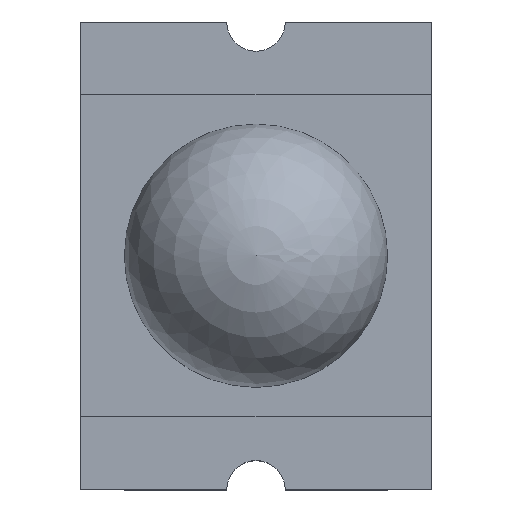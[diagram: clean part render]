
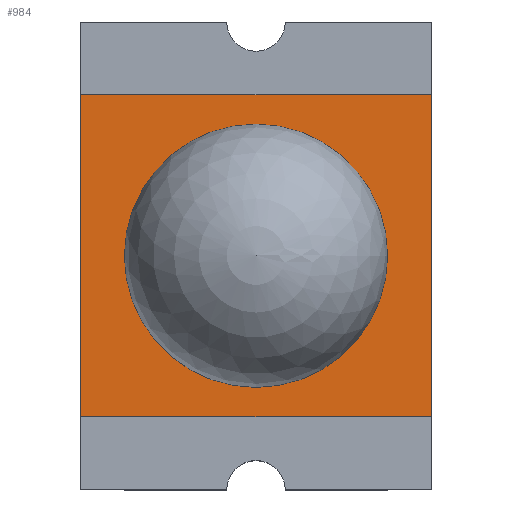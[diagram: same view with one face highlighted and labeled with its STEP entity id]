
A CAD part, top view. The second image highlights one B-rep face of the part: STEP entity #984.
In plain terms, the highlighted planar face has unit normal (0, 0, 1).
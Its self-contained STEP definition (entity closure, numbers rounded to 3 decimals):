
#872=CARTESIAN_POINT('',(1.2,1.1,1.));
#873=VERTEX_POINT('',#872);
#880=CARTESIAN_POINT('',(1.2,-1.1,1.));
#881=VERTEX_POINT('',#880);
#882=CARTESIAN_POINT('',(1.2,1.1,1.));
#883=DIRECTION('',(0.,-1.,0.));
#884=VECTOR('',#883,2.2);
#885=LINE('',#882,#884);
#886=EDGE_CURVE('',#873,#881,#885,.T.);
#912=CARTESIAN_POINT('',(-1.2,-1.1,1.));
#913=VERTEX_POINT('',#912);
#920=CARTESIAN_POINT('',(-1.2,1.1,1.));
#921=VERTEX_POINT('',#920);
#922=CARTESIAN_POINT('',(-1.2,-1.1,1.));
#923=DIRECTION('',(-0.,1.,0.));
#924=VECTOR('',#923,2.2);
#925=LINE('',#922,#924);
#926=EDGE_CURVE('',#913,#921,#925,.T.);
#946=CARTESIAN_POINT('',(1.2,-1.1,1.));
#947=DIRECTION('',(-1.,-0.,0.));
#948=VECTOR('',#947,2.4);
#949=LINE('',#946,#948);
#950=EDGE_CURVE('',#881,#913,#949,.T.);
#963=CARTESIAN_POINT('',(-1.2,1.1,1.));
#964=DIRECTION('',(1.,0.,0.));
#965=VECTOR('',#964,2.4);
#966=LINE('',#963,#965);
#967=EDGE_CURVE('',#921,#873,#966,.T.);
#973=CARTESIAN_POINT('',(0.,0.,1.));
#974=DIRECTION('',(0.,0.,1.));
#975=DIRECTION('',(1.,0.,0.));
#976=AXIS2_PLACEMENT_3D('',#973,#974,#975);
#977=PLANE('',#976);
#978=ORIENTED_EDGE('',*,*,#926,.F.);
#979=ORIENTED_EDGE('',*,*,#950,.F.);
#980=ORIENTED_EDGE('',*,*,#886,.F.);
#981=ORIENTED_EDGE('',*,*,#967,.F.);
#982=EDGE_LOOP('',(#978,#979,#980,#981));
#983=FACE_BOUND('',#982,.T.);
#984=ADVANCED_FACE('',(#983),#977,.T.);
